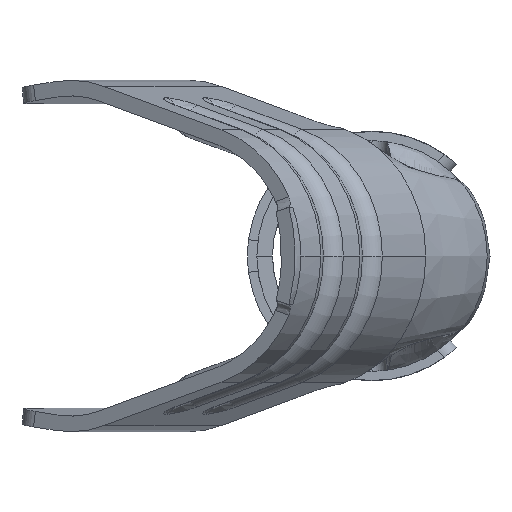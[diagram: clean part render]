
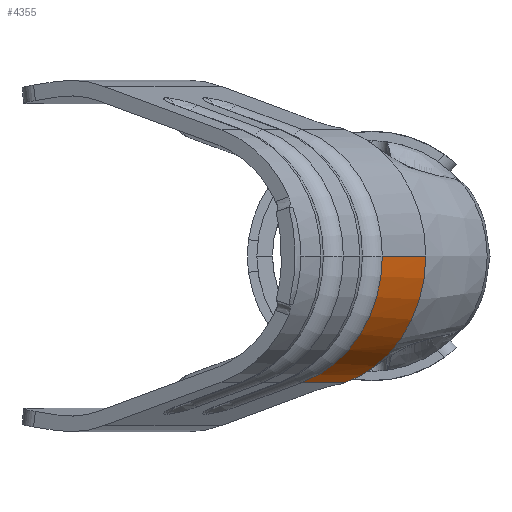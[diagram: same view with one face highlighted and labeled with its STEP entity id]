
A CAD part, left-side view. The second image highlights one B-rep face of the part: STEP entity #4355.
In plain terms, the highlighted cylindrical face has radius 4.318 mm (diameter 8.636 mm), a partial arc.
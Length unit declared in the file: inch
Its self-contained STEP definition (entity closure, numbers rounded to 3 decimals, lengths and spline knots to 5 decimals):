
#213 = AXIS2_PLACEMENT_3D ( 'NONE', #8686, #8672, #8658 ) ;
#237 = DIRECTION ( 'NONE',  ( -0.866, 0.5, 0. ) ) ;
#261 = CARTESIAN_POINT ( 'NONE',  ( -0.63453, 0.04345, -0.16188 ) ) ;
#275 = LINE ( 'NONE', #261, #7333 ) ;
#539 = EDGE_CURVE ( 'NONE', #2763, #2736, #3674, .T. ) ;
#1387 = EDGE_CURVE ( 'NONE', #3365, #4593, #275, .T. ) ;
#2298 = VERTEX_POINT ( 'NONE', #9268 ) ;
#2462 = DIRECTION ( 'NONE',  ( 0.5, 0.866, 0. ) ) ;
#2475 = DIRECTION ( 'NONE',  ( 0.866, -0.5, 0. ) ) ;
#2484 = CARTESIAN_POINT ( 'NONE',  ( -0.59127, 0.0784, 0. ) ) ;
#2736 = VERTEX_POINT ( 'NONE', #9147 ) ;
#2763 = VERTEX_POINT ( 'NONE', #8915 ) ;
#3036 = VECTOR ( 'NONE', #8388, 39.37008 ) ;
#3184 = AXIS2_PLACEMENT_3D ( 'NONE', #7956, #7930, #7916 ) ;
#3365 = VERTEX_POINT ( 'NONE', #5304 ) ;
#3428 = ORIENTED_EDGE ( 'NONE', *, *, #7325, .F. ) ;
#3458 = ORIENTED_EDGE ( 'NONE', *, *, #8363, .F. ) ;
#3463 = ORIENTED_EDGE ( 'NONE', *, *, #1387, .F. ) ;
#3474 = ORIENTED_EDGE ( 'NONE', *, *, #3771, .T. ) ;
#3501 = ORIENTED_EDGE ( 'NONE', *, *, #4634, .T. ) ;
#3522 = ORIENTED_EDGE ( 'NONE', *, *, #539, .F. ) ;
#3674 = CIRCLE ( 'NONE', #9225, 0.17 ) ;
#3726 = CIRCLE ( 'NONE', #4975, 0.17 ) ;
#3771 = EDGE_CURVE ( 'NONE', #2298, #4593, #4278, .T. ) ;
#4278 = CIRCLE ( 'NONE', #213, 0.17 ) ;
#4355 = ADVANCED_FACE ( 'NONE', ( #7982 ), #7972, .T. ) ;
#4460 = AXIS2_PLACEMENT_3D ( 'NONE', #4934, #4885, #4838 ) ;
#4593 = VERTEX_POINT ( 'NONE', #8668 ) ;
#4634 = EDGE_CURVE ( 'NONE', #2763, #2298, #8487, .T. ) ;
#4838 = DIRECTION ( 'NONE',  ( 0.5, 0.866, 0. ) ) ;
#4885 = DIRECTION ( 'NONE',  ( 0.866, -0.5, 0. ) ) ;
#4934 = CARTESIAN_POINT ( 'NONE',  ( -0.59127, 0.0784, 0. ) ) ;
#4975 = AXIS2_PLACEMENT_3D ( 'NONE', #8660, #8601, #8546 ) ;
#5304 = CARTESIAN_POINT ( 'NONE',  ( -0.61721, 0.03345, -0.16188 ) ) ;
#5792 = VERTEX_POINT ( 'NONE', #5838 ) ;
#5838 = CARTESIAN_POINT ( 'NONE',  ( -0.64846, -0.02067, -0.12576 ) ) ;
#7325 = EDGE_CURVE ( 'NONE', #2736, #5792, #3726, .T. ) ;
#7333 = VECTOR ( 'NONE', #237, 39.37008 ) ;
#7916 = DIRECTION ( 'NONE',  ( -0.5, -0.866, 0. ) ) ;
#7930 = DIRECTION ( 'NONE',  ( -0.866, 0.5, 0. ) ) ;
#7956 = CARTESIAN_POINT ( 'NONE',  ( -0.60859, 0.0884, 0. ) ) ;
#7972 = CYLINDRICAL_SURFACE ( 'NONE', #3184, 0.17 ) ;
#7982 = FACE_OUTER_BOUND ( 'NONE', #8427, .T. ) ;
#8363 = EDGE_CURVE ( 'NONE', #5792, #3365, #8775, .T. ) ;
#8388 = DIRECTION ( 'NONE',  ( -0.866, 0.5, 0. ) ) ;
#8427 = EDGE_LOOP ( 'NONE', ( #3522, #3501, #3474, #3463, #3458, #3428 ) ) ;
#8445 = CARTESIAN_POINT ( 'NONE',  ( -0.69359, -0.05883, 0. ) ) ;
#8487 = LINE ( 'NONE', #8445, #3036 ) ;
#8546 = DIRECTION ( 'NONE',  ( 0.5, 0.866, 0. ) ) ;
#8601 = DIRECTION ( 'NONE',  ( 0.866, -0.5, 0. ) ) ;
#8658 = DIRECTION ( 'NONE',  ( -0.5, -0.866, 0. ) ) ;
#8660 = CARTESIAN_POINT ( 'NONE',  ( -0.59127, 0.0784, 0. ) ) ;
#8668 = CARTESIAN_POINT ( 'NONE',  ( -0.71347, 0.08903, -0.16188 ) ) ;
#8672 = DIRECTION ( 'NONE',  ( 0.866, -0.5, 0. ) ) ;
#8686 = CARTESIAN_POINT ( 'NONE',  ( -0.68753, 0.13397, 0. ) ) ;
#8775 = CIRCLE ( 'NONE', #4460, 0.17 ) ;
#8915 = CARTESIAN_POINT ( 'NONE',  ( -0.67627, -0.06883, 0. ) ) ;
#9147 = CARTESIAN_POINT ( 'NONE',  ( -0.65798, -0.03716, -0.10534 ) ) ;
#9225 = AXIS2_PLACEMENT_3D ( 'NONE', #2484, #2475, #2462 ) ;
#9268 = CARTESIAN_POINT ( 'NONE',  ( -0.77253, -0.01325, 0. ) ) ;
